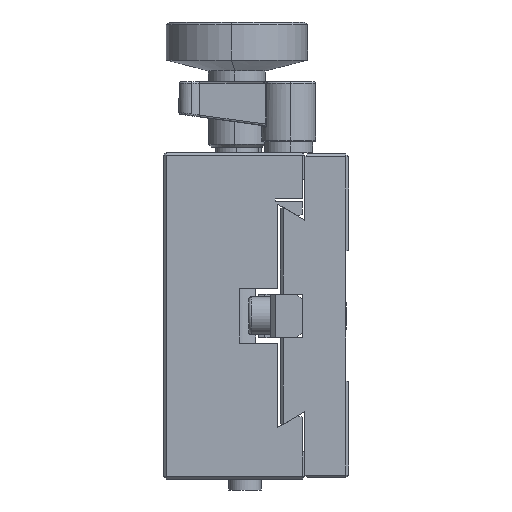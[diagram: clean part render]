
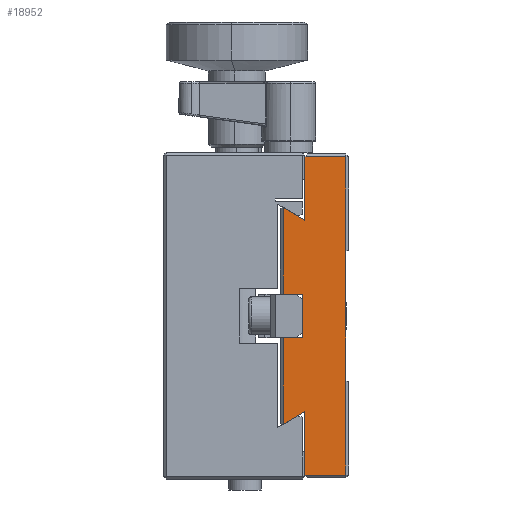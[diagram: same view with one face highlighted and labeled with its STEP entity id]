
A CAD part, left-side view. The second image highlights one B-rep face of the part: STEP entity #18952.
In plain terms, the highlighted planar face has unit normal (-1, 0, 0).
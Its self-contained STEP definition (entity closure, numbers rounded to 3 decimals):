
#169 = VERTEX_POINT ( 'NONE', #23795 ) ;
#1043 = LINE ( 'NONE', #17683, #5218 ) ;
#1059 = VECTOR ( 'NONE', #8614, 1000. ) ;
#1284 = VECTOR ( 'NONE', #20332, 1000. ) ;
#1295 = EDGE_LOOP ( 'NONE', ( #8543, #11741, #7461, #9190, #15728, #14233, #12519, #12495, #19222, #9492, #1304, #1809, #21822, #9353 ) ) ;
#1304 = ORIENTED_EDGE ( 'NONE', *, *, #9123, .F. ) ;
#1686 = FACE_OUTER_BOUND ( 'NONE', #1295, .T. ) ;
#1809 = ORIENTED_EDGE ( 'NONE', *, *, #21811, .T. ) ;
#1848 = DIRECTION ( 'NONE',  ( 1., 0., 0. ) ) ;
#1916 = CARTESIAN_POINT ( 'NONE',  ( -150., 8.5, -4. ) ) ;
#1989 = VECTOR ( 'NONE', #8166, 1000. ) ;
#2092 = EDGE_CURVE ( 'NONE', #5895, #5298, #2803, .T. ) ;
#2120 = CARTESIAN_POINT ( 'NONE',  ( -150., 0.5, -12. ) ) ;
#2177 = LINE ( 'NONE', #6981, #1284 ) ;
#2352 = EDGE_CURVE ( 'NONE', #169, #7709, #13339, .T. ) ;
#2803 = LINE ( 'NONE', #10239, #4611 ) ;
#3084 = VERTEX_POINT ( 'NONE', #9726 ) ;
#3086 = VERTEX_POINT ( 'NONE', #15713 ) ;
#3294 = LINE ( 'NONE', #12567, #21610 ) ;
#3708 = VECTOR ( 'NONE', #16882, 1000. ) ;
#4044 = DIRECTION ( 'NONE',  ( 0., 0., -1. ) ) ;
#4401 = CARTESIAN_POINT ( 'NONE',  ( -150., 8.5, 0. ) ) ;
#4507 = VECTOR ( 'NONE', #16040, 1000. ) ;
#4535 = LINE ( 'NONE', #16562, #8712 ) ;
#4611 = VECTOR ( 'NONE', #21737, 1000. ) ;
#5218 = VECTOR ( 'NONE', #9840, 1000. ) ;
#5296 = CARTESIAN_POINT ( 'NONE',  ( -150., 0.5, 0. ) ) ;
#5298 = VERTEX_POINT ( 'NONE', #14814 ) ;
#5895 = VERTEX_POINT ( 'NONE', #13269 ) ;
#6161 = CARTESIAN_POINT ( 'NONE',  ( -150., 12., 0. ) ) ;
#6274 = LINE ( 'NONE', #20868, #22769 ) ;
#6345 = VERTEX_POINT ( 'NONE', #6863 ) ;
#6434 = CARTESIAN_POINT ( 'NONE',  ( -150., 8., -17.602 ) ) ;
#6863 = CARTESIAN_POINT ( 'NONE',  ( -150., 12., 19.911 ) ) ;
#6883 = VECTOR ( 'NONE', #4044, 1000. ) ;
#6981 = CARTESIAN_POINT ( 'NONE',  ( -150., 0.5, 12. ) ) ;
#7461 = ORIENTED_EDGE ( 'NONE', *, *, #22299, .F. ) ;
#7617 = LINE ( 'NONE', #4401, #9413 ) ;
#7665 = LINE ( 'NONE', #6161, #1989 ) ;
#7709 = VERTEX_POINT ( 'NONE', #10755 ) ;
#7759 = LINE ( 'NONE', #14358, #8051 ) ;
#8051 = VECTOR ( 'NONE', #16617, 1000. ) ;
#8054 = LINE ( 'NONE', #5296, #11949 ) ;
#8075 = CARTESIAN_POINT ( 'NONE',  ( -150., 8.5, 4. ) ) ;
#8166 = DIRECTION ( 'NONE',  ( 0., 0., -1. ) ) ;
#8241 = LINE ( 'NONE', #6434, #1059 ) ;
#8306 = CARTESIAN_POINT ( 'NONE',  ( -150., 0., -4. ) ) ;
#8543 = ORIENTED_EDGE ( 'NONE', *, *, #9009, .T. ) ;
#8614 = DIRECTION ( 'NONE',  ( 0., 0.866, -0.5 ) ) ;
#8685 = LINE ( 'NONE', #9735, #6883 ) ;
#8712 = VECTOR ( 'NONE', #12766, 1000. ) ;
#8817 = EDGE_CURVE ( 'NONE', #169, #19353, #4535, .T. ) ;
#8931 = CARTESIAN_POINT ( 'NONE',  ( -150., 12., -19.911 ) ) ;
#9009 = EDGE_CURVE ( 'NONE', #15235, #3086, #9583, .T. ) ;
#9123 = EDGE_CURVE ( 'NONE', #6345, #22015, #3294, .T. ) ;
#9135 = DIRECTION ( 'NONE',  ( 0., 0., 1. ) ) ;
#9190 = ORIENTED_EDGE ( 'NONE', *, *, #2352, .F. ) ;
#9353 = ORIENTED_EDGE ( 'NONE', *, *, #22696, .T. ) ;
#9373 = PLANE ( 'NONE',  #11479 ) ;
#9413 = VECTOR ( 'NONE', #19762, 1000. ) ;
#9492 = ORIENTED_EDGE ( 'NONE', *, *, #10202, .F. ) ;
#9583 = LINE ( 'NONE', #8306, #4507 ) ;
#9726 = CARTESIAN_POINT ( 'NONE',  ( -150., 0.5, 12. ) ) ;
#9735 = CARTESIAN_POINT ( 'NONE',  ( -150., 12., 0. ) ) ;
#9821 = EDGE_CURVE ( 'NONE', #17743, #24080, #6274, .T. ) ;
#9840 = DIRECTION ( 'NONE',  ( 0., 0., 1. ) ) ;
#10202 = EDGE_CURVE ( 'NONE', #22015, #5298, #7759, .T. ) ;
#10239 = CARTESIAN_POINT ( 'NONE',  ( -150., 0., 29.25 ) ) ;
#10755 = CARTESIAN_POINT ( 'NONE',  ( -150., 8., -17.602 ) ) ;
#11479 = AXIS2_PLACEMENT_3D ( 'NONE', #22785, #1848, #22859 ) ;
#11741 = ORIENTED_EDGE ( 'NONE', *, *, #15751, .T. ) ;
#11949 = VECTOR ( 'NONE', #9135, 1000. ) ;
#12272 = CARTESIAN_POINT ( 'NONE',  ( -150., 12., 4. ) ) ;
#12495 = ORIENTED_EDGE ( 'NONE', *, *, #16928, .T. ) ;
#12519 = ORIENTED_EDGE ( 'NONE', *, *, #23464, .F. ) ;
#12567 = CARTESIAN_POINT ( 'NONE',  ( -150., 8., 17.602 ) ) ;
#12766 = DIRECTION ( 'NONE',  ( 0., -1., 0. ) ) ;
#13269 = CARTESIAN_POINT ( 'NONE',  ( -150., 0.5, 29.25 ) ) ;
#13339 = LINE ( 'NONE', #20859, #3708 ) ;
#14233 = ORIENTED_EDGE ( 'NONE', *, *, #19650, .T. ) ;
#14358 = CARTESIAN_POINT ( 'NONE',  ( -150., 8., 29.75 ) ) ;
#14814 = CARTESIAN_POINT ( 'NONE',  ( -150., 8., 29.25 ) ) ;
#15235 = VERTEX_POINT ( 'NONE', #1916 ) ;
#15713 = CARTESIAN_POINT ( 'NONE',  ( -150., 12., -4. ) ) ;
#15728 = ORIENTED_EDGE ( 'NONE', *, *, #8817, .T. ) ;
#15751 = EDGE_CURVE ( 'NONE', #3086, #24417, #8685, .T. ) ;
#16040 = DIRECTION ( 'NONE',  ( 0., 1., 0. ) ) ;
#16382 = DIRECTION ( 'NONE',  ( 0., -0.866, -0.5 ) ) ;
#16562 = CARTESIAN_POINT ( 'NONE',  ( -150., 0., -29.25 ) ) ;
#16617 = DIRECTION ( 'NONE',  ( 0., 0., 1. ) ) ;
#16882 = DIRECTION ( 'NONE',  ( 0., 0., 1. ) ) ;
#16928 = EDGE_CURVE ( 'NONE', #3084, #5895, #8054, .T. ) ;
#17128 = CARTESIAN_POINT ( 'NONE',  ( -150., 8., 17.602 ) ) ;
#17683 = CARTESIAN_POINT ( 'NONE',  ( -150., 0.5, 0. ) ) ;
#17743 = VERTEX_POINT ( 'NONE', #12272 ) ;
#18183 = CARTESIAN_POINT ( 'NONE',  ( -150., 0.5, -29.25 ) ) ;
#18952 = ADVANCED_FACE ( 'NONE', ( #1686 ), #9373, .F. ) ;
#19222 = ORIENTED_EDGE ( 'NONE', *, *, #2092, .T. ) ;
#19353 = VERTEX_POINT ( 'NONE', #18183 ) ;
#19650 = EDGE_CURVE ( 'NONE', #19353, #22913, #1043, .T. ) ;
#19762 = DIRECTION ( 'NONE',  ( 0., 0., -1. ) ) ;
#20332 = DIRECTION ( 'NONE',  ( 0., 0., -1. ) ) ;
#20859 = CARTESIAN_POINT ( 'NONE',  ( -150., 8., -29.75 ) ) ;
#20868 = CARTESIAN_POINT ( 'NONE',  ( -150., 0., 4. ) ) ;
#21025 = DIRECTION ( 'NONE',  ( 0., -1., 0. ) ) ;
#21610 = VECTOR ( 'NONE', #16382, 1000. ) ;
#21737 = DIRECTION ( 'NONE',  ( 0., 1., 0. ) ) ;
#21811 = EDGE_CURVE ( 'NONE', #6345, #17743, #7665, .T. ) ;
#21822 = ORIENTED_EDGE ( 'NONE', *, *, #9821, .T. ) ;
#22015 = VERTEX_POINT ( 'NONE', #17128 ) ;
#22299 = EDGE_CURVE ( 'NONE', #7709, #24417, #8241, .T. ) ;
#22696 = EDGE_CURVE ( 'NONE', #24080, #15235, #7617, .T. ) ;
#22769 = VECTOR ( 'NONE', #21025, 1000. ) ;
#22785 = CARTESIAN_POINT ( 'NONE',  ( -150., 0., 0. ) ) ;
#22859 = DIRECTION ( 'NONE',  ( 0., 0., -1. ) ) ;
#22913 = VERTEX_POINT ( 'NONE', #2120 ) ;
#23464 = EDGE_CURVE ( 'NONE', #3084, #22913, #2177, .T. ) ;
#23795 = CARTESIAN_POINT ( 'NONE',  ( -150., 8., -29.25 ) ) ;
#24080 = VERTEX_POINT ( 'NONE', #8075 ) ;
#24417 = VERTEX_POINT ( 'NONE', #8931 ) ;
